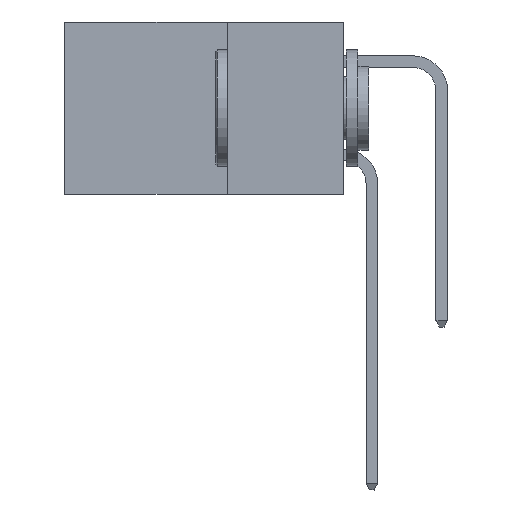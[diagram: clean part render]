
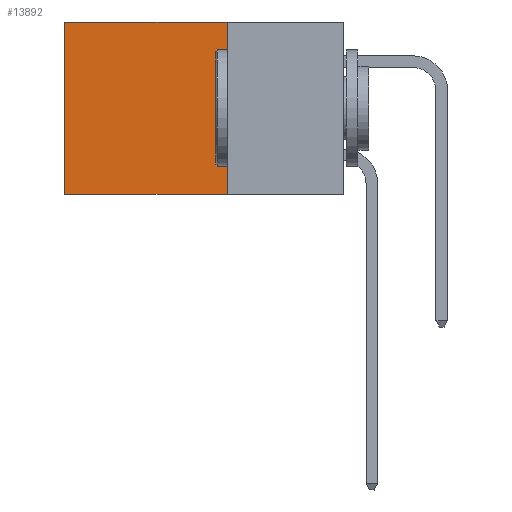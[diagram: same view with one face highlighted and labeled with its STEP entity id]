
A CAD part, left-side view. The second image highlights one B-rep face of the part: STEP entity #13892.
In plain terms, the highlighted planar face has unit normal (-1, 0, 0).
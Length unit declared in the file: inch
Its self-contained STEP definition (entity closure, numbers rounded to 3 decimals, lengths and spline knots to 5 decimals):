
#697 = CARTESIAN_POINT ( 'NONE',  ( 0.2615, 0.25, -0.37 ) ) ;
#2473 = ORIENTED_EDGE ( 'NONE', *, *, #19401, .F. ) ;
#4798 = DIRECTION ( 'NONE',  ( 0., 0., -1. ) ) ;
#5242 = CARTESIAN_POINT ( 'NONE',  ( 0.2615, 0.25, -0.37 ) ) ;
#5678 = VECTOR ( 'NONE', #18531, 39.37008 ) ;
#5808 = CARTESIAN_POINT ( 'NONE',  ( 0.2615, 0.6, -0.37 ) ) ;
#6434 = DIRECTION ( 'NONE',  ( 0., 1., 0. ) ) ;
#6720 = FACE_OUTER_BOUND ( 'NONE', #26296, .T. ) ;
#7217 = VERTEX_POINT ( 'NONE', #5808 ) ;
#7432 = LINE ( 'NONE', #23644, #14708 ) ;
#7985 = LINE ( 'NONE', #18025, #12958 ) ;
#9484 = VERTEX_POINT ( 'NONE', #5242 ) ;
#9505 = VERTEX_POINT ( 'NONE', #13389 ) ;
#9533 = ORIENTED_EDGE ( 'NONE', *, *, #17111, .T. ) ;
#10517 = CARTESIAN_POINT ( 'NONE',  ( 0.2615, 0.25, -0.37 ) ) ;
#11351 = ORIENTED_EDGE ( 'NONE', *, *, #17293, .T. ) ;
#12286 = CARTESIAN_POINT ( 'NONE',  ( 0.2615, 0.25, -0.37 ) ) ;
#12958 = VECTOR ( 'NONE', #14087, 39.37008 ) ;
#13389 = CARTESIAN_POINT ( 'NONE',  ( 0.2615, 0.6, 0. ) ) ;
#13842 = CARTESIAN_POINT ( 'NONE',  ( 0.2615, 0.25, 0. ) ) ;
#13892 = ADVANCED_FACE ( 'NONE', ( #6720 ), #25235, .F. ) ;
#14087 = DIRECTION ( 'NONE',  ( 0., 1., 0. ) ) ;
#14588 = LINE ( 'NONE', #12286, #5678 ) ;
#14708 = VECTOR ( 'NONE', #25964, 39.37008 ) ;
#17042 = DIRECTION ( 'NONE',  ( 1., 0., 0. ) ) ;
#17111 = EDGE_CURVE ( 'NONE', #9505, #7217, #7432, .T. ) ;
#17293 = EDGE_CURVE ( 'NONE', #20126, #9505, #7985, .T. ) ;
#18025 = CARTESIAN_POINT ( 'NONE',  ( 0.2615, 0.25, 0. ) ) ;
#18531 = DIRECTION ( 'NONE',  ( 0., 0., -1. ) ) ;
#19401 = EDGE_CURVE ( 'NONE', #20126, #9484, #14588, .T. ) ;
#20085 = VECTOR ( 'NONE', #6434, 39.37008 ) ;
#20126 = VERTEX_POINT ( 'NONE', #13842 ) ;
#20860 = LINE ( 'NONE', #10517, #20085 ) ;
#21764 = EDGE_CURVE ( 'NONE', #9484, #7217, #20860, .T. ) ;
#23644 = CARTESIAN_POINT ( 'NONE',  ( 0.2615, 0.6, -0.37 ) ) ;
#25235 = PLANE ( 'NONE',  #25548 ) ;
#25548 = AXIS2_PLACEMENT_3D ( 'NONE', #697, #17042, #4798 ) ;
#25964 = DIRECTION ( 'NONE',  ( 0., 0., -1. ) ) ;
#26296 = EDGE_LOOP ( 'NONE', ( #9533, #26542, #2473, #11351 ) ) ;
#26542 = ORIENTED_EDGE ( 'NONE', *, *, #21764, .F. ) ;
